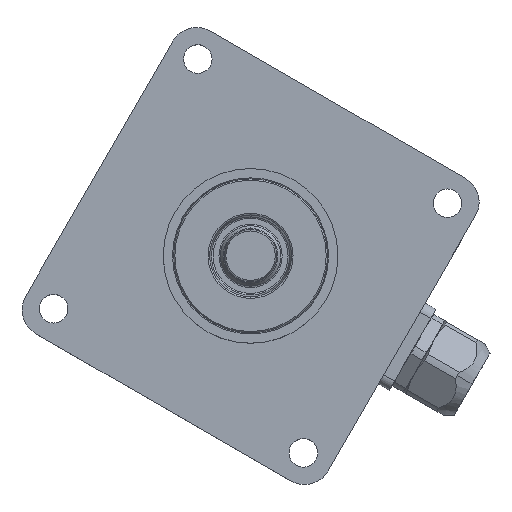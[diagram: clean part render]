
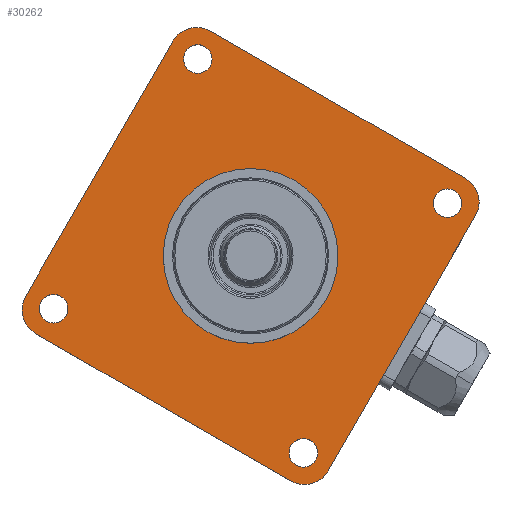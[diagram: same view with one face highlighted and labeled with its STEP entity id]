
A CAD part, top view. The second image highlights one B-rep face of the part: STEP entity #30262.
In plain terms, the highlighted planar face has unit normal (0, 0, 1).
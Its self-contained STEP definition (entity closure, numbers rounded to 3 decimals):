
#4348=DIRECTION('',(0.5,0.866,0.));
#4349=VECTOR('',#4348,53.5);
#4350=CARTESIAN_POINT('',(-40.871,-7.291,22.5));
#4351=LINE('',#4350,#4349);
#4352=CARTESIAN_POINT('',(-9.791,36.541,22.5));
#4353=DIRECTION('',(0.,0.,1.));
#4354=DIRECTION('',(0.5,0.866,0.));
#4355=AXIS2_PLACEMENT_3D('',#4352,#4353,#4354);
#4357=DIRECTION('',(0.866,-0.5,0.));
#4358=VECTOR('',#4357,53.5);
#4359=CARTESIAN_POINT('',(-7.291,40.871,22.5));
#4360=LINE('',#4359,#4358);
#4361=CARTESIAN_POINT('',(36.541,9.791,22.5));
#4362=DIRECTION('',(0.,0.,1.));
#4363=DIRECTION('',(0.866,-0.5,0.));
#4364=AXIS2_PLACEMENT_3D('',#4361,#4362,#4363);
#4366=DIRECTION('',(-0.5,-0.866,0.));
#4367=VECTOR('',#4366,53.5);
#4368=CARTESIAN_POINT('',(40.871,7.291,22.5));
#4369=LINE('',#4368,#4367);
#4370=CARTESIAN_POINT('',(9.791,-36.541,22.5));
#4371=DIRECTION('',(0.,0.,1.));
#4372=DIRECTION('',(-0.5,-0.866,0.));
#4373=AXIS2_PLACEMENT_3D('',#4370,#4371,#4372);
#4375=DIRECTION('',(-0.866,0.5,0.));
#4376=VECTOR('',#4375,53.5);
#4377=CARTESIAN_POINT('',(7.291,-40.871,22.5));
#4378=LINE('',#4377,#4376);
#4379=CARTESIAN_POINT('',(-36.541,-9.791,22.5));
#4380=DIRECTION('',(0.,0.,1.));
#4381=DIRECTION('',(-0.866,0.5,0.));
#4382=AXIS2_PLACEMENT_3D('',#4379,#4380,#4381);
#4384=CARTESIAN_POINT('',(9.59,-35.79,22.5));
#4385=DIRECTION('',(0.,0.,-1.));
#4386=DIRECTION('',(0.,-1.,0.));
#4387=AXIS2_PLACEMENT_3D('',#4384,#4385,#4386);
#4389=CARTESIAN_POINT('',(9.59,-35.79,22.5));
#4390=DIRECTION('',(0.,0.,-1.));
#4391=DIRECTION('',(0.,1.,0.));
#4392=AXIS2_PLACEMENT_3D('',#4389,#4390,#4391);
#4394=CARTESIAN_POINT('',(-35.79,-9.59,22.5));
#4395=DIRECTION('',(0.,0.,-1.));
#4396=DIRECTION('',(0.,-1.,0.));
#4397=AXIS2_PLACEMENT_3D('',#4394,#4395,#4396);
#4399=CARTESIAN_POINT('',(-35.79,-9.59,22.5));
#4400=DIRECTION('',(0.,0.,-1.));
#4401=DIRECTION('',(0.,1.,0.));
#4402=AXIS2_PLACEMENT_3D('',#4399,#4400,#4401);
#4404=CARTESIAN_POINT('',(35.79,9.59,22.5));
#4405=DIRECTION('',(0.,0.,-1.));
#4406=DIRECTION('',(0.,-1.,0.));
#4407=AXIS2_PLACEMENT_3D('',#4404,#4405,#4406);
#4409=CARTESIAN_POINT('',(35.79,9.59,22.5));
#4410=DIRECTION('',(0.,0.,-1.));
#4411=DIRECTION('',(0.,1.,0.));
#4412=AXIS2_PLACEMENT_3D('',#4409,#4410,#4411);
#4414=CARTESIAN_POINT('',(-9.59,35.79,22.5));
#4415=DIRECTION('',(0.,0.,-1.));
#4416=DIRECTION('',(0.,-1.,0.));
#4417=AXIS2_PLACEMENT_3D('',#4414,#4415,#4416);
#4419=CARTESIAN_POINT('',(-9.59,35.79,22.5));
#4420=DIRECTION('',(0.,0.,-1.));
#4421=DIRECTION('',(0.,1.,0.));
#4422=AXIS2_PLACEMENT_3D('',#4419,#4420,#4421);
#4476=CARTESIAN_POINT('',(0.,0.,22.5));
#4477=DIRECTION('',(0.,0.,1.));
#4478=DIRECTION('',(0.,1.,0.));
#4479=AXIS2_PLACEMENT_3D('',#4476,#4477,#4478);
#4495=CARTESIAN_POINT('',(0.,0.,22.5));
#4496=DIRECTION('',(0.,0.,-1.));
#4497=DIRECTION('',(0.,1.,0.));
#4498=AXIS2_PLACEMENT_3D('',#4495,#4496,#4497);
#21789=CARTESIAN_POINT('',(-40.871,-7.291,22.5));
#21791=VERTEX_POINT('',#21789);
#21793=CARTESIAN_POINT('',(-14.121,39.041,22.5));
#21795=VERTEX_POINT('',#21793);
#21797=CARTESIAN_POINT('',(-7.291,40.871,22.5));
#21799=VERTEX_POINT('',#21797);
#21801=CARTESIAN_POINT('',(39.041,14.121,22.5));
#21803=VERTEX_POINT('',#21801);
#21805=CARTESIAN_POINT('',(40.871,7.291,22.5));
#21807=VERTEX_POINT('',#21805);
#21809=CARTESIAN_POINT('',(14.121,-39.041,22.5));
#21811=VERTEX_POINT('',#21809);
#21813=CARTESIAN_POINT('',(7.291,-40.871,22.5));
#21815=VERTEX_POINT('',#21813);
#21817=CARTESIAN_POINT('',(-39.041,-14.121,22.5));
#21819=VERTEX_POINT('',#21817);
#21821=CARTESIAN_POINT('',(0.,15.875,22.5));
#21822=CARTESIAN_POINT('',(0.,-15.875,22.5));
#21823=VERTEX_POINT('',#21821);
#21824=VERTEX_POINT('',#21822);
#21829=CARTESIAN_POINT('',(-9.59,33.19,22.5));
#21830=CARTESIAN_POINT('',(-9.59,38.39,22.5));
#21831=VERTEX_POINT('',#21829);
#21832=VERTEX_POINT('',#21830);
#21837=CARTESIAN_POINT('',(35.79,6.99,22.5));
#21838=CARTESIAN_POINT('',(35.79,12.19,22.5));
#21839=VERTEX_POINT('',#21837);
#21840=VERTEX_POINT('',#21838);
#21845=CARTESIAN_POINT('',(-35.79,-12.19,22.5));
#21846=CARTESIAN_POINT('',(-35.79,-6.99,22.5));
#21847=VERTEX_POINT('',#21845);
#21848=VERTEX_POINT('',#21846);
#21853=CARTESIAN_POINT('',(9.59,-38.39,22.5));
#21854=CARTESIAN_POINT('',(9.59,-33.19,22.5));
#21855=VERTEX_POINT('',#21853);
#21856=VERTEX_POINT('',#21854);
#30211=CARTESIAN_POINT('',(0.,0.,22.5));
#30212=DIRECTION('',(0.,0.,-1.));
#30213=DIRECTION('',(0.,1.,0.));
#30214=AXIS2_PLACEMENT_3D('',#30211,#30212,#30213);
#30215=PLANE('',#30214);
#30216=ORIENTED_EDGE('',*,*,#30192,.T.);
#30218=ORIENTED_EDGE('',*,*,#30217,.F.);
#30220=ORIENTED_EDGE('',*,*,#30219,.T.);
#30222=ORIENTED_EDGE('',*,*,#30221,.F.);
#30224=ORIENTED_EDGE('',*,*,#30223,.T.);
#30226=ORIENTED_EDGE('',*,*,#30225,.F.);
#30228=ORIENTED_EDGE('',*,*,#30227,.T.);
#30229=ORIENTED_EDGE('',*,*,#30203,.F.);
#30230=EDGE_LOOP('',(#30216,#30218,#30220,#30222,#30224,#30226,#30228,#30229));
#30231=FACE_OUTER_BOUND('',#30230,.F.);
#30233=ORIENTED_EDGE('',*,*,#30232,.F.);
#30235=ORIENTED_EDGE('',*,*,#30234,.F.);
#30236=EDGE_LOOP('',(#30233,#30235));
#30237=FACE_BOUND('',#30236,.F.);
#30239=ORIENTED_EDGE('',*,*,#30238,.F.);
#30241=ORIENTED_EDGE('',*,*,#30240,.F.);
#30242=EDGE_LOOP('',(#30239,#30241));
#30243=FACE_BOUND('',#30242,.F.);
#30245=ORIENTED_EDGE('',*,*,#30244,.F.);
#30247=ORIENTED_EDGE('',*,*,#30246,.F.);
#30248=EDGE_LOOP('',(#30245,#30247));
#30249=FACE_BOUND('',#30248,.F.);
#30251=ORIENTED_EDGE('',*,*,#30250,.T.);
#30253=ORIENTED_EDGE('',*,*,#30252,.F.);
#30254=EDGE_LOOP('',(#30251,#30253));
#30255=FACE_BOUND('',#30254,.F.);
#30257=ORIENTED_EDGE('',*,*,#30256,.F.);
#30259=ORIENTED_EDGE('',*,*,#30258,.F.);
#30260=EDGE_LOOP('',(#30257,#30259));
#30261=FACE_BOUND('',#30260,.F.);
#4356=CIRCLE('',#4355,5.);
#4365=CIRCLE('',#4364,5.);
#4374=CIRCLE('',#4373,5.);
#4383=CIRCLE('',#4382,5.);
#4388=CIRCLE('',#4387,2.6);
#4393=CIRCLE('',#4392,2.6);
#4398=CIRCLE('',#4397,2.6);
#4403=CIRCLE('',#4402,2.6);
#4408=CIRCLE('',#4407,2.6);
#4413=CIRCLE('',#4412,2.6);
#4418=CIRCLE('',#4417,2.6);
#4423=CIRCLE('',#4422,2.6);
#4480=CIRCLE('',#4479,15.875);
#4499=CIRCLE('',#4498,15.875);
#30192=EDGE_CURVE('',#21791,#21795,#4351,.T.);
#30203=EDGE_CURVE('',#21791,#21819,#4383,.T.);
#30217=EDGE_CURVE('',#21799,#21795,#4356,.T.);
#30219=EDGE_CURVE('',#21799,#21803,#4360,.T.);
#30221=EDGE_CURVE('',#21807,#21803,#4365,.T.);
#30223=EDGE_CURVE('',#21807,#21811,#4369,.T.);
#30225=EDGE_CURVE('',#21815,#21811,#4374,.T.);
#30227=EDGE_CURVE('',#21815,#21819,#4378,.T.);
#30232=EDGE_CURVE('',#21855,#21856,#4388,.T.);
#30234=EDGE_CURVE('',#21856,#21855,#4393,.T.);
#30238=EDGE_CURVE('',#21847,#21848,#4398,.T.);
#30240=EDGE_CURVE('',#21848,#21847,#4403,.T.);
#30244=EDGE_CURVE('',#21839,#21840,#4408,.T.);
#30246=EDGE_CURVE('',#21840,#21839,#4413,.T.);
#30250=EDGE_CURVE('',#21823,#21824,#4480,.T.);
#30252=EDGE_CURVE('',#21823,#21824,#4499,.T.);
#30256=EDGE_CURVE('',#21831,#21832,#4418,.T.);
#30258=EDGE_CURVE('',#21832,#21831,#4423,.T.);
#30262=ADVANCED_FACE('',(#30231,#30237,#30243,#30249,#30255,#30261),#30215,.F.);
